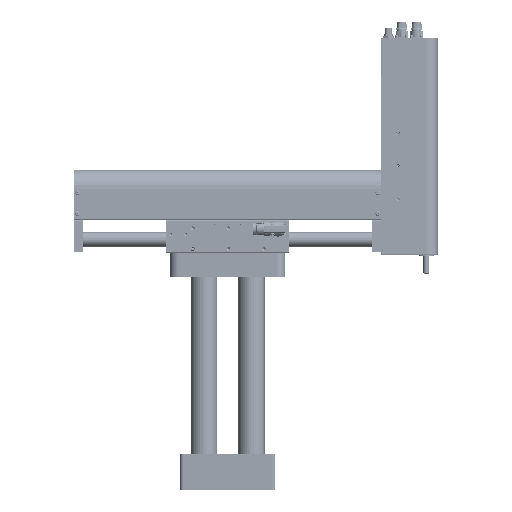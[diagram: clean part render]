
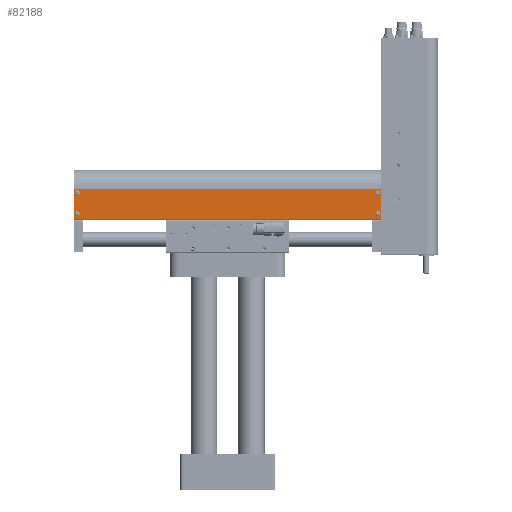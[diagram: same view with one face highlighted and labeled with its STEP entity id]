
A CAD part, top view. The second image highlights one B-rep face of the part: STEP entity #82188.
In plain terms, the highlighted face is planar.
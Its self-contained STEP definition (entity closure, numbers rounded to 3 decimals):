
#958 = VERTEX_POINT ( 'NONE', #112364 ) ;
#6225 = FACE_BOUND ( 'NONE', #84081, .T. ) ;
#9261 = ORIENTED_EDGE ( 'NONE', *, *, #143983, .T. ) ;
#10896 = LINE ( 'NONE', #76772, #64542 ) ;
#11806 = DIRECTION ( 'NONE',  ( -1., 0., 0. ) ) ;
#11826 = CIRCLE ( 'NONE', #170599, 2.4 ) ;
#12425 = DIRECTION ( 'NONE',  ( -1., 0., 0. ) ) ;
#12590 = VERTEX_POINT ( 'NONE', #194152 ) ;
#13064 = EDGE_CURVE ( 'NONE', #12590, #12590, #11826, .T. ) ;
#14667 = ORIENTED_EDGE ( 'NONE', *, *, #13064, .F. ) ;
#14673 = AXIS2_PLACEMENT_3D ( 'NONE', #92818, #11806, #46341 ) ;
#21394 = FACE_OUTER_BOUND ( 'NONE', #206515, .T. ) ;
#29204 = DIRECTION ( 'NONE',  ( 0., 0., 1. ) ) ;
#35363 = CARTESIAN_POINT ( 'NONE',  ( -32., 0., 517. ) ) ;
#46341 = DIRECTION ( 'NONE',  ( 0., 0., 1. ) ) ;
#46502 = ORIENTED_EDGE ( 'NONE', *, *, #97326, .F. ) ;
#55952 = FACE_BOUND ( 'NONE', #184111, .T. ) ;
#62037 = CIRCLE ( 'NONE', #182849, 2.4 ) ;
#64542 = VECTOR ( 'NONE', #125511, 1000. ) ;
#64699 = VERTEX_POINT ( 'NONE', #189716 ) ;
#65772 = CARTESIAN_POINT ( 'NONE',  ( -32., 0., 517. ) ) ;
#66739 = CARTESIAN_POINT ( 'NONE',  ( -32., -42., 7.4 ) ) ;
#68271 = VERTEX_POINT ( 'NONE', #165666 ) ;
#74568 = CARTESIAN_POINT ( 'NONE',  ( -32., -7., 5. ) ) ;
#75845 = VERTEX_POINT ( 'NONE', #180338 ) ;
#76772 = CARTESIAN_POINT ( 'NONE',  ( -32., 0., 0. ) ) ;
#77893 = LINE ( 'NONE', #124513, #194160 ) ;
#82188 = ADVANCED_FACE ( 'NONE', ( #119724, #21394, #151155, #6225, #55952 ), #165239, .F. ) ;
#82375 = DIRECTION ( 'NONE',  ( 0., 0., 1. ) ) ;
#82874 = DIRECTION ( 'NONE',  ( 0., 0., 1. ) ) ;
#84081 = EDGE_LOOP ( 'NONE', ( #129429 ) ) ;
#84749 = ORIENTED_EDGE ( 'NONE', *, *, #155873, .T. ) ;
#85456 = ORIENTED_EDGE ( 'NONE', *, *, #200424, .F. ) ;
#87282 = EDGE_CURVE ( 'NONE', #68271, #68271, #62037, .T. ) ;
#92818 = CARTESIAN_POINT ( 'NONE',  ( -32., -42., 5. ) ) ;
#95541 = EDGE_LOOP ( 'NONE', ( #191094 ) ) ;
#97326 = EDGE_CURVE ( 'NONE', #207812, #171405, #133757, .T. ) ;
#101376 = DIRECTION ( 'NONE',  ( 0., 1., 0. ) ) ;
#112364 = CARTESIAN_POINT ( 'NONE',  ( -32., -7., 514.4 ) ) ;
#112578 = EDGE_CURVE ( 'NONE', #163050, #163050, #194090, .T. ) ;
#118152 = AXIS2_PLACEMENT_3D ( 'NONE', #193973, #12425, #197148 ) ;
#119724 = FACE_BOUND ( 'NONE', #95541, .T. ) ;
#121293 = VECTOR ( 'NONE', #168339, 1000. ) ;
#124513 = CARTESIAN_POINT ( 'NONE',  ( -32., 0., 517. ) ) ;
#125511 = DIRECTION ( 'NONE',  ( 0., -1., 0. ) ) ;
#129429 = ORIENTED_EDGE ( 'NONE', *, *, #112578, .F. ) ;
#133757 = LINE ( 'NONE', #35363, #121293 ) ;
#136325 = AXIS2_PLACEMENT_3D ( 'NONE', #65772, #150088, #101376 ) ;
#137176 = CARTESIAN_POINT ( 'NONE',  ( -32., -51.5, 517. ) ) ;
#143983 = EDGE_CURVE ( 'NONE', #64699, #171405, #167298, .T. ) ;
#144999 = DIRECTION ( 'NONE',  ( 0., 0., -1. ) ) ;
#150088 = DIRECTION ( 'NONE',  ( 1., 0., 0. ) ) ;
#151155 = FACE_BOUND ( 'NONE', #169626, .T. ) ;
#155873 = EDGE_CURVE ( 'NONE', #207812, #75845, #77893, .T. ) ;
#158289 = VECTOR ( 'NONE', #82874, 1000. ) ;
#163050 = VERTEX_POINT ( 'NONE', #66739 ) ;
#163065 = CARTESIAN_POINT ( 'NONE',  ( -32., -51.5, 517. ) ) ;
#165239 = PLANE ( 'NONE',  #136325 ) ;
#165666 = CARTESIAN_POINT ( 'NONE',  ( -32., -42., 514.4 ) ) ;
#167298 = LINE ( 'NONE', #163065, #158289 ) ;
#168339 = DIRECTION ( 'NONE',  ( 0., -1., 0. ) ) ;
#169626 = EDGE_LOOP ( 'NONE', ( #85456 ) ) ;
#170599 = AXIS2_PLACEMENT_3D ( 'NONE', #74568, #177303, #29204 ) ;
#171405 = VERTEX_POINT ( 'NONE', #137176 ) ;
#175171 = CARTESIAN_POINT ( 'NONE',  ( -32., 0., 517. ) ) ;
#177303 = DIRECTION ( 'NONE',  ( -1., 0., 0. ) ) ;
#180338 = CARTESIAN_POINT ( 'NONE',  ( -32., 0., 0. ) ) ;
#182849 = AXIS2_PLACEMENT_3D ( 'NONE', #195983, #199162, #82375 ) ;
#184111 = EDGE_LOOP ( 'NONE', ( #14667 ) ) ;
#189716 = CARTESIAN_POINT ( 'NONE',  ( -32., -51.5, 0. ) ) ;
#191094 = ORIENTED_EDGE ( 'NONE', *, *, #87282, .F. ) ;
#193973 = CARTESIAN_POINT ( 'NONE',  ( -32., -7., 512. ) ) ;
#194090 = CIRCLE ( 'NONE', #14673, 2.4 ) ;
#194152 = CARTESIAN_POINT ( 'NONE',  ( -32., -7., 7.4 ) ) ;
#194160 = VECTOR ( 'NONE', #144999, 1000. ) ;
#195983 = CARTESIAN_POINT ( 'NONE',  ( -32., -42., 512. ) ) ;
#197148 = DIRECTION ( 'NONE',  ( 0., 0., 1. ) ) ;
#199162 = DIRECTION ( 'NONE',  ( -1., 0., 0. ) ) ;
#200424 = EDGE_CURVE ( 'NONE', #958, #958, #211350, .T. ) ;
#203350 = ORIENTED_EDGE ( 'NONE', *, *, #212326, .T. ) ;
#206515 = EDGE_LOOP ( 'NONE', ( #203350, #9261, #46502, #84749 ) ) ;
#207812 = VERTEX_POINT ( 'NONE', #175171 ) ;
#211350 = CIRCLE ( 'NONE', #118152, 2.4 ) ;
#212326 = EDGE_CURVE ( 'NONE', #75845, #64699, #10896, .T. ) ;
